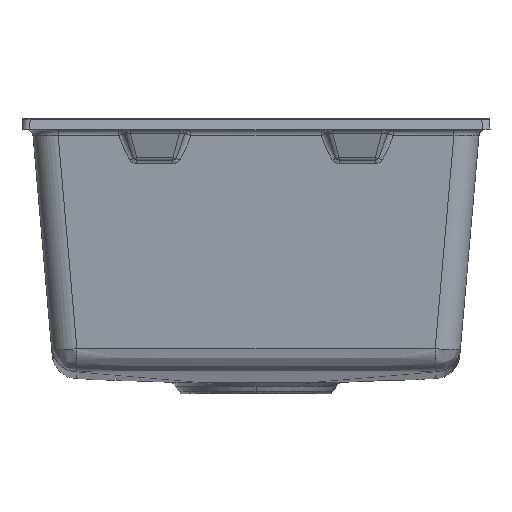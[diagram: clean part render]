
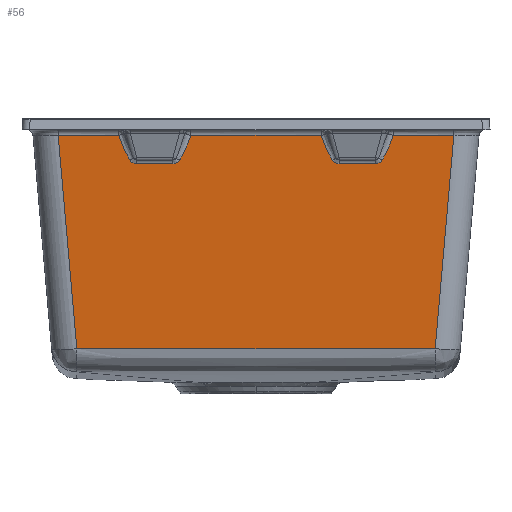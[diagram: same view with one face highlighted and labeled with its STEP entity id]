
A CAD part, front view. The second image highlights one B-rep face of the part: STEP entity #56.
In plain terms, the highlighted planar face has unit normal (0, -0.996, -0.087).
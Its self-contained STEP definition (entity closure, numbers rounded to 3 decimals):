
#56=ADVANCED_FACE('',(#233),#2397,.T.);
#233=FACE_OUTER_BOUND('',#411,.T.);
#411=EDGE_LOOP('',(#725,#726,#727,#728,#729,#730,#731,#732,#733,#734,#735,
#736,#737,#738,#739,#740));
#725=ORIENTED_EDGE('',*,*,#1471,.F.);
#726=ORIENTED_EDGE('',*,*,#1731,.F.);
#727=ORIENTED_EDGE('',*,*,#1472,.F.);
#728=ORIENTED_EDGE('',*,*,#1727,.F.);
#729=ORIENTED_EDGE('',*,*,#1473,.F.);
#730=ORIENTED_EDGE('',*,*,#1474,.F.);
#731=ORIENTED_EDGE('',*,*,#1475,.F.);
#732=ORIENTED_EDGE('',*,*,#1743,.F.);
#733=ORIENTED_EDGE('',*,*,#1476,.F.);
#734=ORIENTED_EDGE('',*,*,#1740,.F.);
#735=ORIENTED_EDGE('',*,*,#1477,.F.);
#736=ORIENTED_EDGE('',*,*,#1478,.F.);
#737=ORIENTED_EDGE('',*,*,#1506,.F.);
#738=ORIENTED_EDGE('',*,*,#1479,.F.);
#739=ORIENTED_EDGE('',*,*,#1497,.F.);
#740=ORIENTED_EDGE('',*,*,#1470,.F.);
#1470=EDGE_CURVE('',#2280,#2281,#1792,.T.);
#1471=EDGE_CURVE('',#2282,#2280,#1985,.T.);
#1472=EDGE_CURVE('',#2284,#2283,#1793,.T.);
#1473=EDGE_CURVE('',#2286,#2285,#1986,.T.);
#1474=EDGE_CURVE('',#2287,#2286,#1794,.T.);
#1475=EDGE_CURVE('',#2288,#2287,#1987,.T.);
#1476=EDGE_CURVE('',#2290,#2289,#1795,.T.);
#1477=EDGE_CURVE('',#2292,#2291,#1988,.T.);
#1478=EDGE_CURVE('',#2293,#2292,#1796,.T.);
#1479=EDGE_CURVE('',#2295,#2294,#1797,.T.);
#1497=EDGE_CURVE('',#2281,#2295,#1799,.T.);
#1506=EDGE_CURVE('',#2294,#2293,#1804,.T.);
#1727=EDGE_CURVE('',#2285,#2284,#2137,.T.);
#1731=EDGE_CURVE('',#2283,#2282,#2141,.T.);
#1740=EDGE_CURVE('',#2291,#2290,#2150,.T.);
#1743=EDGE_CURVE('',#2289,#2288,#2153,.T.);
#1792=B_SPLINE_CURVE_WITH_KNOTS('',1,(#8281,#8282),.UNSPECIFIED.,.F.,.F.,
(2,2),(-47.885,0.),.UNSPECIFIED.);
#1793=B_SPLINE_CURVE_WITH_KNOTS('',1,(#8287,#8288),.UNSPECIFIED.,.F.,.F.,
(2,2),(-28.609,0.),.UNSPECIFIED.);
#1794=B_SPLINE_CURVE_WITH_KNOTS('',1,(#8293,#8294),.UNSPECIFIED.,.F.,.F.,
(2,2),(-102.934,0.),.UNSPECIFIED.);
#1795=B_SPLINE_CURVE_WITH_KNOTS('',1,(#8299,#8300),.UNSPECIFIED.,.F.,.F.,
(2,2),(-28.609,0.),.UNSPECIFIED.);
#1796=B_SPLINE_CURVE_WITH_KNOTS('',1,(#8305,#8306),.UNSPECIFIED.,.F.,.F.,
(2,2),(-47.885,0.),.UNSPECIFIED.);
#1797=B_SPLINE_CURVE_WITH_KNOTS('',3,(#8307,#8308,#8309,#8310,#8311,#8312,
#8313,#8314,#8315),.UNSPECIFIED.,.F.,.F.,(4,2,1,2,4),(-283.334,
-212.5,-141.667,-70.833,0.),.UNSPECIFIED.);
#1799=B_SPLINE_CURVE_WITH_KNOTS('',1,(#8366,#8367),.UNSPECIFIED.,.F.,.F.,
(2,2),(0.,169.979),.UNSPECIFIED.);
#1804=B_SPLINE_CURVE_WITH_KNOTS('',1,(#8388,#8389),.UNSPECIFIED.,.F.,.F.,
(2,2),(0.,169.979),.UNSPECIFIED.);
#1985=(
BOUNDED_CURVE()
B_SPLINE_CURVE(3,(#8283,#8284,#8285,#8286),.UNSPECIFIED.,.F.,.F.)
B_SPLINE_CURVE_WITH_KNOTS((4,4),(-21.826,0.),.UNSPECIFIED.)
CURVE()
GEOMETRIC_REPRESENTATION_ITEM()
RATIONAL_B_SPLINE_CURVE((1.,0.964,0.964,1.))
REPRESENTATION_ITEM('')
);
#1986=(
BOUNDED_CURVE()
B_SPLINE_CURVE(3,(#8289,#8290,#8291,#8292),.UNSPECIFIED.,.F.,.F.)
B_SPLINE_CURVE_WITH_KNOTS((4,4),(-21.826,0.),.UNSPECIFIED.)
CURVE()
GEOMETRIC_REPRESENTATION_ITEM()
RATIONAL_B_SPLINE_CURVE((1.,0.964,0.964,1.))
REPRESENTATION_ITEM('')
);
#1987=(
BOUNDED_CURVE()
B_SPLINE_CURVE(3,(#8295,#8296,#8297,#8298),.UNSPECIFIED.,.F.,.F.)
B_SPLINE_CURVE_WITH_KNOTS((4,4),(-21.826,0.),.UNSPECIFIED.)
CURVE()
GEOMETRIC_REPRESENTATION_ITEM()
RATIONAL_B_SPLINE_CURVE((1.,0.964,0.964,1.))
REPRESENTATION_ITEM('')
);
#1988=(
BOUNDED_CURVE()
B_SPLINE_CURVE(3,(#8301,#8302,#8303,#8304),.UNSPECIFIED.,.F.,.F.)
B_SPLINE_CURVE_WITH_KNOTS((4,4),(-21.826,0.),.UNSPECIFIED.)
CURVE()
GEOMETRIC_REPRESENTATION_ITEM()
RATIONAL_B_SPLINE_CURVE((1.,0.964,0.964,1.))
REPRESENTATION_ITEM('')
);
#2137=(
BOUNDED_CURVE()
B_SPLINE_CURVE(2,(#9517,#9518,#9519),.UNSPECIFIED.,.F.,.F.)
B_SPLINE_CURVE_WITH_KNOTS((3,3),(0.,6.277),.UNSPECIFIED.)
CURVE()
GEOMETRIC_REPRESENTATION_ITEM()
RATIONAL_B_SPLINE_CURVE((1.,0.879,1.))
REPRESENTATION_ITEM('')
);
#2141=(
BOUNDED_CURVE()
B_SPLINE_CURVE(2,(#9529,#9530,#9531),.UNSPECIFIED.,.F.,.F.)
B_SPLINE_CURVE_WITH_KNOTS((3,3),(0.,6.277),.UNSPECIFIED.)
CURVE()
GEOMETRIC_REPRESENTATION_ITEM()
RATIONAL_B_SPLINE_CURVE((1.,0.879,1.))
REPRESENTATION_ITEM('')
);
#2150=(
BOUNDED_CURVE()
B_SPLINE_CURVE(2,(#9556,#9557,#9558),.UNSPECIFIED.,.F.,.F.)
B_SPLINE_CURVE_WITH_KNOTS((3,3),(0.,6.277),.UNSPECIFIED.)
CURVE()
GEOMETRIC_REPRESENTATION_ITEM()
RATIONAL_B_SPLINE_CURVE((1.,0.879,1.))
REPRESENTATION_ITEM('')
);
#2153=(
BOUNDED_CURVE()
B_SPLINE_CURVE(2,(#9565,#9566,#9567),.UNSPECIFIED.,.F.,.F.)
B_SPLINE_CURVE_WITH_KNOTS((3,3),(0.,6.277),.UNSPECIFIED.)
CURVE()
GEOMETRIC_REPRESENTATION_ITEM()
RATIONAL_B_SPLINE_CURVE((1.,0.879,1.))
REPRESENTATION_ITEM('')
);
#2280=VERTEX_POINT('',#7790);
#2281=VERTEX_POINT('',#7791);
#2282=VERTEX_POINT('',#7792);
#2283=VERTEX_POINT('',#7793);
#2284=VERTEX_POINT('',#7794);
#2285=VERTEX_POINT('',#7795);
#2286=VERTEX_POINT('',#7796);
#2287=VERTEX_POINT('',#7797);
#2288=VERTEX_POINT('',#7798);
#2289=VERTEX_POINT('',#7799);
#2290=VERTEX_POINT('',#7800);
#2291=VERTEX_POINT('',#7801);
#2292=VERTEX_POINT('',#7802);
#2293=VERTEX_POINT('',#7803);
#2294=VERTEX_POINT('',#7804);
#2295=VERTEX_POINT('',#7805);
#2397=PLANE('',#2590);
#2590=AXIS2_PLACEMENT_3D('',#3499,#2662,$);
#2662=DIRECTION('',(0.,-0.996,-0.087));
#3499=CARTESIAN_POINT('',(-187.702,-298.943,-200.584));
#7790=CARTESIAN_POINT('',(108.533,-315.305,-13.564));
#7791=CARTESIAN_POINT('',(156.418,-315.305,-13.564));
#7792=CARTESIAN_POINT('',(99.6,-313.58,-33.281));
#7793=CARTESIAN_POINT('',(94.304,-313.33,-36.137));
#7794=CARTESIAN_POINT('',(65.696,-313.33,-36.137));
#7795=CARTESIAN_POINT('',(60.4,-313.58,-33.281));
#7796=CARTESIAN_POINT('',(51.467,-315.305,-13.564));
#7797=CARTESIAN_POINT('',(-51.467,-315.305,-13.564));
#7798=CARTESIAN_POINT('',(-60.4,-313.58,-33.281));
#7799=CARTESIAN_POINT('',(-65.696,-313.33,-36.137));
#7800=CARTESIAN_POINT('',(-94.304,-313.33,-36.137));
#7801=CARTESIAN_POINT('',(-99.6,-313.58,-33.281));
#7802=CARTESIAN_POINT('',(-108.533,-315.305,-13.564));
#7803=CARTESIAN_POINT('',(-156.418,-315.305,-13.564));
#7804=CARTESIAN_POINT('',(-141.659,-300.547,-182.257));
#7805=CARTESIAN_POINT('',(141.659,-300.547,-182.257));
#8281=CARTESIAN_POINT('',(108.533,-315.305,-13.564));
#8282=CARTESIAN_POINT('',(156.418,-315.305,-13.564));
#8283=CARTESIAN_POINT('',(99.6,-313.58,-33.281));
#8284=CARTESIAN_POINT('',(102.693,-313.993,-28.559));
#8285=CARTESIAN_POINT('',(105.783,-314.59,-21.74));
#8286=CARTESIAN_POINT('',(108.533,-315.305,-13.564));
#8287=CARTESIAN_POINT('',(65.696,-313.33,-36.137));
#8288=CARTESIAN_POINT('',(94.304,-313.33,-36.137));
#8289=CARTESIAN_POINT('',(51.467,-315.305,-13.564));
#8290=CARTESIAN_POINT('',(54.217,-314.59,-21.74));
#8291=CARTESIAN_POINT('',(57.307,-313.993,-28.559));
#8292=CARTESIAN_POINT('',(60.4,-313.58,-33.281));
#8293=CARTESIAN_POINT('',(-51.467,-315.305,-13.564));
#8294=CARTESIAN_POINT('',(51.467,-315.305,-13.564));
#8295=CARTESIAN_POINT('',(-60.4,-313.58,-33.281));
#8296=CARTESIAN_POINT('',(-57.307,-313.993,-28.559));
#8297=CARTESIAN_POINT('',(-54.217,-314.59,-21.74));
#8298=CARTESIAN_POINT('',(-51.467,-315.305,-13.564));
#8299=CARTESIAN_POINT('',(-94.304,-313.33,-36.137));
#8300=CARTESIAN_POINT('',(-65.696,-313.33,-36.137));
#8301=CARTESIAN_POINT('',(-108.533,-315.305,-13.564));
#8302=CARTESIAN_POINT('',(-105.783,-314.59,-21.74));
#8303=CARTESIAN_POINT('',(-102.693,-313.993,-28.559));
#8304=CARTESIAN_POINT('',(-99.6,-313.58,-33.281));
#8305=CARTESIAN_POINT('',(-156.418,-315.305,-13.564));
#8306=CARTESIAN_POINT('',(-108.533,-315.305,-13.564));
#8307=CARTESIAN_POINT('',(141.659,-300.547,-182.257));
#8308=CARTESIAN_POINT('',(118.049,-300.513,-182.639));
#8309=CARTESIAN_POINT('',(94.44,-300.486,-182.946));
#8310=CARTESIAN_POINT('',(47.22,-300.45,-183.363));
#8311=CARTESIAN_POINT('',(0.,-300.431,-183.582));
#8312=CARTESIAN_POINT('',(-47.22,-300.45,-183.363));
#8313=CARTESIAN_POINT('',(-94.44,-300.486,-182.946));
#8314=CARTESIAN_POINT('',(-118.049,-300.513,-182.639));
#8315=CARTESIAN_POINT('',(-141.659,-300.547,-182.257));
#8366=CARTESIAN_POINT('',(156.418,-315.305,-13.564));
#8367=CARTESIAN_POINT('',(141.659,-300.547,-182.257));
#8388=CARTESIAN_POINT('',(-141.659,-300.547,-182.257));
#8389=CARTESIAN_POINT('',(-156.418,-315.305,-13.564));
#9517=CARTESIAN_POINT('',(60.4,-313.58,-33.281));
#9518=CARTESIAN_POINT('',(62.272,-313.33,-36.137));
#9519=CARTESIAN_POINT('',(65.696,-313.33,-36.137));
#9529=CARTESIAN_POINT('',(94.304,-313.33,-36.137));
#9530=CARTESIAN_POINT('',(97.728,-313.33,-36.137));
#9531=CARTESIAN_POINT('',(99.6,-313.58,-33.281));
#9556=CARTESIAN_POINT('',(-99.6,-313.58,-33.281));
#9557=CARTESIAN_POINT('',(-97.728,-313.33,-36.137));
#9558=CARTESIAN_POINT('',(-94.304,-313.33,-36.137));
#9565=CARTESIAN_POINT('',(-65.696,-313.33,-36.137));
#9566=CARTESIAN_POINT('',(-62.272,-313.33,-36.137));
#9567=CARTESIAN_POINT('',(-60.4,-313.58,-33.281));
